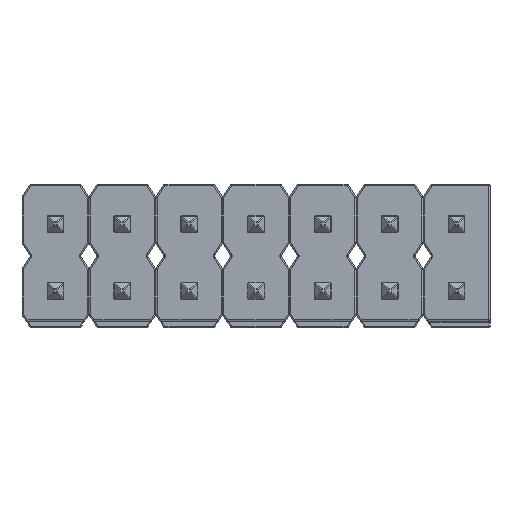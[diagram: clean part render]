
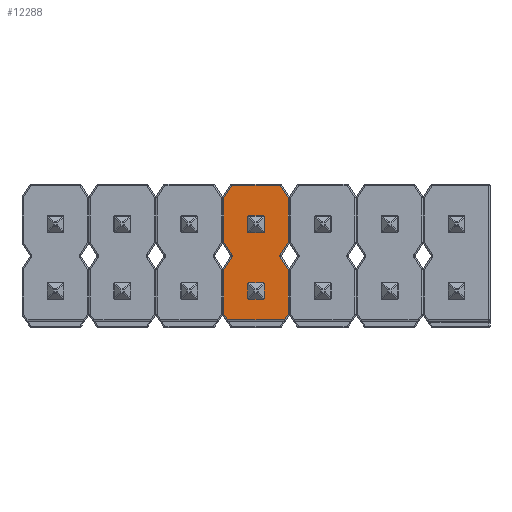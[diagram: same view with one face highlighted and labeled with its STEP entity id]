
A CAD part, front view. The second image highlights one B-rep face of the part: STEP entity #12288.
In plain terms, the highlighted planar face has unit normal (0, -1, 0).
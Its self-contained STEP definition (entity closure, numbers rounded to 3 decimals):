
#27 = CARTESIAN_POINT ( 'NONE',  ( -1.22, -0.96, 0.515 ) ) ;
#120 = DIRECTION ( 'NONE',  ( -0.545, 0., -0.839 ) ) ;
#168 = EDGE_CURVE ( 'NONE', #8383, #8094, #13756, .T. ) ;
#196 = CARTESIAN_POINT ( 'NONE',  ( -0.623, -0.96, 0.405 ) ) ;
#272 = VECTOR ( 'NONE', #13854, 1000. ) ;
#285 = ORIENTED_EDGE ( 'NONE', *, *, #13961, .T. ) ;
#347 = CARTESIAN_POINT ( 'NONE',  ( 0., -0.96, 2.68 ) ) ;
#350 = VECTOR ( 'NONE', #12847, 1000. ) ;
#708 = EDGE_CURVE ( 'NONE', #8383, #7140, #14962, .T. ) ;
#757 = DIRECTION ( 'NONE',  ( 0., -1., 0. ) ) ;
#851 = EDGE_CURVE ( 'NONE', #7140, #2430, #14453, .T. ) ;
#889 = VECTOR ( 'NONE', #1974, 1000. ) ;
#904 = EDGE_CURVE ( 'NONE', #2430, #8486, #12283, .T. ) ;
#956 = EDGE_CURVE ( 'NONE', #8486, #13639, #10274, .T. ) ;
#1013 = EDGE_CURVE ( 'NONE', #13639, #7448, #13924, .T. ) ;
#1116 = DIRECTION ( 'NONE',  ( 0., -1., 0. ) ) ;
#1154 = DIRECTION ( 'NONE',  ( 0., 0., -1. ) ) ;
#1177 = CARTESIAN_POINT ( 'NONE',  ( -1.22, -0.96, 0. ) ) ;
#1225 = CARTESIAN_POINT ( 'NONE',  ( -1.005, -0.96, 0. ) ) ;
#1232 = DIRECTION ( 'NONE',  ( 0., -1., 0. ) ) ;
#1292 = CIRCLE ( 'NONE', #11892, 0.1 ) ;
#1494 = EDGE_CURVE ( 'NONE', #7448, #12050, #9187, .T. ) ;
#1536 = EDGE_CURVE ( 'NONE', #12050, #5386, #5495, .T. ) ;
#1654 = LINE ( 'NONE', #14539, #889 ) ;
#1922 = ORIENTED_EDGE ( 'NONE', *, *, #1013, .T. ) ;
#1974 = DIRECTION ( 'NONE',  ( 0.539, 0., 0.842 ) ) ;
#2220 = CARTESIAN_POINT ( 'NONE',  ( 0.918, -0.96, 2.68 ) ) ;
#2270 = CARTESIAN_POINT ( 'NONE',  ( 1.22, -0.96, -2.215 ) ) ;
#2430 = VERTEX_POINT ( 'NONE', #13456 ) ;
#2920 = CARTESIAN_POINT ( 'NONE',  ( -0.623, -0.96, -0.405 ) ) ;
#3023 = ORIENTED_EDGE ( 'NONE', *, *, #13528, .F. ) ;
#3065 = VERTEX_POINT ( 'NONE', #10591 ) ;
#3169 = LINE ( 'NONE', #8219, #11909 ) ;
#3326 = ORIENTED_EDGE ( 'NONE', *, *, #1536, .T. ) ;
#3457 = PLANE ( 'NONE',  #4939 ) ;
#3660 = VERTEX_POINT ( 'NONE', #14273 ) ;
#3742 = CARTESIAN_POINT ( 'NONE',  ( 0.925, -0.96, -0.054 ) ) ;
#3849 = LINE ( 'NONE', #4726, #272 ) ;
#3921 = DIRECTION ( 'NONE',  ( -0.545, 0., 0.839 ) ) ;
#3942 = CARTESIAN_POINT ( 'NONE',  ( -1.22, -0.96, -0.515 ) ) ;
#4335 = ORIENTED_EDGE ( 'NONE', *, *, #904, .T. ) ;
#4355 = CARTESIAN_POINT ( 'NONE',  ( -0.921, -0.96, -0.054 ) ) ;
#4438 = CARTESIAN_POINT ( 'NONE',  ( -1.87, -0.96, -1.214 ) ) ;
#4442 = VECTOR ( 'NONE', #7852, 1000. ) ;
#4643 = DIRECTION ( 'NONE',  ( 0., 0., -1. ) ) ;
#4674 = CARTESIAN_POINT ( 'NONE',  ( -1.081, -0.96, -2.43 ) ) ;
#4726 = CARTESIAN_POINT ( 'NONE',  ( 1.22, -0.96, 0. ) ) ;
#4939 = AXIS2_PLACEMENT_3D ( 'NONE', #9118, #1116, #4643 ) ;
#5095 = CARTESIAN_POINT ( 'NONE',  ( -1.22, -0.96, 0. ) ) ;
#5273 = CARTESIAN_POINT ( 'NONE',  ( -0.918, -0.96, 2.68 ) ) ;
#5353 = VECTOR ( 'NONE', #9351, 1000. ) ;
#5362 = VECTOR ( 'NONE', #14197, 1000. ) ;
#5386 = VERTEX_POINT ( 'NONE', #3742 ) ;
#5495 = LINE ( 'NONE', #7511, #14245 ) ;
#5529 = VECTOR ( 'NONE', #12450, 1000. ) ;
#6066 = VECTOR ( 'NONE', #3921, 1000. ) ;
#6151 = VERTEX_POINT ( 'NONE', #2220 ) ;
#6308 = CARTESIAN_POINT ( 'NONE',  ( 1.22, -0.96, 2.215 ) ) ;
#6364 = CARTESIAN_POINT ( 'NONE',  ( 1.108, -0.96, -2.43 ) ) ;
#6377 = DIRECTION ( 'NONE',  ( 0.545, 0., -0.839 ) ) ;
#6381 = CARTESIAN_POINT ( 'NONE',  ( 1.22, -0.96, -0.515 ) ) ;
#6560 = VECTOR ( 'NONE', #6377, 1000. ) ;
#6670 = ORIENTED_EDGE ( 'NONE', *, *, #708, .T. ) ;
#6685 = ORIENTED_EDGE ( 'NONE', *, *, #1494, .T. ) ;
#7140 = VERTEX_POINT ( 'NONE', #3942 ) ;
#7211 = CARTESIAN_POINT ( 'NONE',  ( 1.22, -0.96, 0. ) ) ;
#7448 = VERTEX_POINT ( 'NONE', #2270 ) ;
#7511 = CARTESIAN_POINT ( 'NONE',  ( 0.632, -0.96, 0.404 ) ) ;
#7609 = DIRECTION ( 'NONE',  ( -0.539, 0., 0.842 ) ) ;
#7661 = ORIENTED_EDGE ( 'NONE', *, *, #14500, .T. ) ;
#7692 = CARTESIAN_POINT ( 'NONE',  ( 1.009, -0.96, 0. ) ) ;
#7747 = ORIENTED_EDGE ( 'NONE', *, *, #13551, .T. ) ;
#7788 = ORIENTED_EDGE ( 'NONE', *, *, #13806, .T. ) ;
#7852 = DIRECTION ( 'NONE',  ( 0.545, 0., 0.839 ) ) ;
#8040 = CARTESIAN_POINT ( 'NONE',  ( 1.87, -0.96, -1.214 ) ) ;
#8094 = VERTEX_POINT ( 'NONE', #11511 ) ;
#8219 = CARTESIAN_POINT ( 'NONE',  ( -1.87, -0.96, 1.214 ) ) ;
#8383 = VERTEX_POINT ( 'NONE', #4355 ) ;
#8486 = VERTEX_POINT ( 'NONE', #4674 ) ;
#8521 = FACE_OUTER_BOUND ( 'NONE', #9445, .T. ) ;
#8619 = ORIENTED_EDGE ( 'NONE', *, *, #14646, .T. ) ;
#8709 = LINE ( 'NONE', #11867, #6066 ) ;
#8819 = DIRECTION ( 'NONE',  ( 0., 0., -1. ) ) ;
#8836 = VECTOR ( 'NONE', #13121, 1000. ) ;
#8877 = VECTOR ( 'NONE', #120, 1000. ) ;
#9019 = VECTOR ( 'NONE', #10718, 1000. ) ;
#9118 = CARTESIAN_POINT ( 'NONE',  ( 0., -0.96, 0. ) ) ;
#9187 = LINE ( 'NONE', #7211, #8836 ) ;
#9351 = DIRECTION ( 'NONE',  ( 0., 0., -1. ) ) ;
#9445 = EDGE_LOOP ( 'NONE', ( #3023, #7747, #7788, #12886, #285, #7661, #8619, #14934, #13999, #6670, #14302, #4335, #14218, #1922, #6685, #3326 ) ) ;
#10033 = VERTEX_POINT ( 'NONE', #27 ) ;
#10085 = CARTESIAN_POINT ( 'NONE',  ( 1.081, -0.96, -2.43 ) ) ;
#10256 = VERTEX_POINT ( 'NONE', #14689 ) ;
#10274 = LINE ( 'NONE', #6364, #5529 ) ;
#10591 = CARTESIAN_POINT ( 'NONE',  ( 1.22, -0.96, 0.515 ) ) ;
#10718 = DIRECTION ( 'NONE',  ( 0., 0., -1. ) ) ;
#10747 = VERTEX_POINT ( 'NONE', #6308 ) ;
#11227 = AXIS2_PLACEMENT_3D ( 'NONE', #1225, #1232, #1154 ) ;
#11511 = CARTESIAN_POINT ( 'NONE',  ( -0.921, -0.96, 0.054 ) ) ;
#11594 = DIRECTION ( 'NONE',  ( -0.545, 0., -0.839 ) ) ;
#11717 = LINE ( 'NONE', #5095, #9019 ) ;
#11867 = CARTESIAN_POINT ( 'NONE',  ( 1.87, -0.96, 1.214 ) ) ;
#11892 = AXIS2_PLACEMENT_3D ( 'NONE', #7692, #757, #8819 ) ;
#11909 = VECTOR ( 'NONE', #11594, 1000. ) ;
#12050 = VERTEX_POINT ( 'NONE', #6381 ) ;
#12283 = LINE ( 'NONE', #4438, #350 ) ;
#12288 = ADVANCED_FACE ( 'NONE', ( #8521 ), #3457, .T. ) ;
#12450 = DIRECTION ( 'NONE',  ( 1., 0., 0. ) ) ;
#12618 = LINE ( 'NONE', #2920, #6560 ) ;
#12847 = DIRECTION ( 'NONE',  ( 0.545, 0., -0.839 ) ) ;
#12886 = ORIENTED_EDGE ( 'NONE', *, *, #13919, .T. ) ;
#13121 = DIRECTION ( 'NONE',  ( 0., 0., 1. ) ) ;
#13430 = VERTEX_POINT ( 'NONE', #5273 ) ;
#13456 = CARTESIAN_POINT ( 'NONE',  ( -1.22, -0.96, -2.215 ) ) ;
#13528 = EDGE_CURVE ( 'NONE', #10256, #5386, #1292, .T. ) ;
#13551 = EDGE_CURVE ( 'NONE', #10256, #3065, #1654, .T. ) ;
#13639 = VERTEX_POINT ( 'NONE', #10085 ) ;
#13756 = CIRCLE ( 'NONE', #11227, 0.1 ) ;
#13806 = EDGE_CURVE ( 'NONE', #3065, #10747, #3849, .T. ) ;
#13854 = DIRECTION ( 'NONE',  ( 0., 0., 1. ) ) ;
#13919 = EDGE_CURVE ( 'NONE', #10747, #6151, #8709, .T. ) ;
#13924 = LINE ( 'NONE', #8040, #4442 ) ;
#13961 = EDGE_CURVE ( 'NONE', #6151, #13430, #14457, .T. ) ;
#13999 = ORIENTED_EDGE ( 'NONE', *, *, #168, .F. ) ;
#14197 = DIRECTION ( 'NONE',  ( -1., 0., 0. ) ) ;
#14218 = ORIENTED_EDGE ( 'NONE', *, *, #956, .T. ) ;
#14245 = VECTOR ( 'NONE', #7609, 1000. ) ;
#14273 = CARTESIAN_POINT ( 'NONE',  ( -1.22, -0.96, 2.215 ) ) ;
#14302 = ORIENTED_EDGE ( 'NONE', *, *, #851, .T. ) ;
#14453 = LINE ( 'NONE', #1177, #5353 ) ;
#14457 = LINE ( 'NONE', #347, #5362 ) ;
#14500 = EDGE_CURVE ( 'NONE', #13430, #3660, #3169, .T. ) ;
#14539 = CARTESIAN_POINT ( 'NONE',  ( 0.632, -0.96, -0.404 ) ) ;
#14646 = EDGE_CURVE ( 'NONE', #3660, #10033, #11717, .T. ) ;
#14689 = CARTESIAN_POINT ( 'NONE',  ( 0.925, -0.96, 0.054 ) ) ;
#14728 = EDGE_CURVE ( 'NONE', #10033, #8094, #12618, .T. ) ;
#14934 = ORIENTED_EDGE ( 'NONE', *, *, #14728, .T. ) ;
#14962 = LINE ( 'NONE', #196, #8877 ) ;
